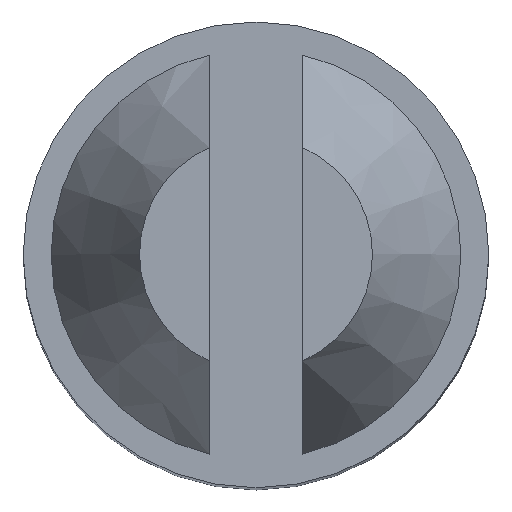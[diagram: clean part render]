
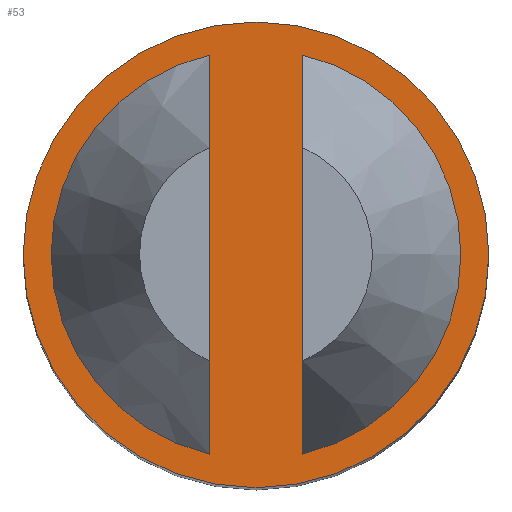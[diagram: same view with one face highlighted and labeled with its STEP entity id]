
A CAD part, top view. The second image highlights one B-rep face of the part: STEP entity #53.
In plain terms, the highlighted planar face has unit normal (0, 0, 1).
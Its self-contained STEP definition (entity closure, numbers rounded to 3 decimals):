
#53 = ADVANCED_FACE( '', ( #116, #117, #118 ), #119, .F. );
#116 = FACE_BOUND( '', #191, .T. );
#117 = FACE_BOUND( '', #192, .T. );
#118 = FACE_OUTER_BOUND( '', #193, .T. );
#119 = PLANE( '', #194 );
#191 = EDGE_LOOP( '', ( #278, #279 ) );
#192 = EDGE_LOOP( '', ( #280, #281 ) );
#193 = EDGE_LOOP( '', ( #282 ) );
#194 = AXIS2_PLACEMENT_3D( '', #283, #284, #285 );
#278 = ORIENTED_EDGE( '', *, *, #434, .T. );
#279 = ORIENTED_EDGE( '', *, *, #435, .T. );
#280 = ORIENTED_EDGE( '', *, *, #436, .T. );
#281 = ORIENTED_EDGE( '', *, *, #437, .F. );
#282 = ORIENTED_EDGE( '', *, *, #438, .F. );
#283 = CARTESIAN_POINT( '', ( -2., 0., 7. ) );
#284 = DIRECTION( '', ( 0., 0., -1. ) );
#285 = DIRECTION( '', ( -1., 0., 0. ) );
#434 = EDGE_CURVE( '', #507, #508, #509, .T. );
#435 = EDGE_CURVE( '', #508, #507, #510, .T. );
#436 = EDGE_CURVE( '', #511, #512, #513, .T. );
#437 = EDGE_CURVE( '', #511, #512, #514, .T. );
#438 = EDGE_CURVE( '', #515, #515, #516, .T. );
#507 = VERTEX_POINT( '', #623 );
#508 = VERTEX_POINT( '', #624 );
#509 = LINE( '', #625, #626 );
#510 = CIRCLE( '', #627, 2. );
#511 = VERTEX_POINT( '', #628 );
#512 = VERTEX_POINT( '', #629 );
#513 = CIRCLE( '', #630, 2. );
#514 = LINE( '', #631, #632 );
#515 = VERTEX_POINT( '', #633 );
#516 = CIRCLE( '', #634, 2.5 );
#623 = CARTESIAN_POINT( '', ( 0.5, -1.936, 7. ) );
#624 = CARTESIAN_POINT( '', ( 0.5, 1.936, 7. ) );
#625 = CARTESIAN_POINT( '', ( 0.5, -2.5, 7. ) );
#626 = VECTOR( '', #750, 1000. );
#627 = AXIS2_PLACEMENT_3D( '', #751, #752, #753 );
#628 = CARTESIAN_POINT( '', ( -0.5, -1.936, 7. ) );
#629 = CARTESIAN_POINT( '', ( -0.5, 1.936, 7. ) );
#630 = AXIS2_PLACEMENT_3D( '', #754, #755, #756 );
#631 = CARTESIAN_POINT( '', ( -0.5, -2.5, 7. ) );
#632 = VECTOR( '', #757, 1000. );
#633 = CARTESIAN_POINT( '', ( -2.5, 0., 7. ) );
#634 = AXIS2_PLACEMENT_3D( '', #758, #759, #760 );
#750 = DIRECTION( '', ( 0., 1., 0. ) );
#751 = CARTESIAN_POINT( '', ( 0., 0., 7. ) );
#752 = DIRECTION( '', ( 0., 0., -1. ) );
#753 = DIRECTION( '', ( -1., 0., 0. ) );
#754 = CARTESIAN_POINT( '', ( 0., 0., 7. ) );
#755 = DIRECTION( '', ( 0., 0., -1. ) );
#756 = DIRECTION( '', ( -1., 0., 0. ) );
#757 = DIRECTION( '', ( 0., 1., 0. ) );
#758 = CARTESIAN_POINT( '', ( 0., 0., 7. ) );
#759 = DIRECTION( '', ( 0., 0., -1. ) );
#760 = DIRECTION( '', ( -1., 0., 0. ) );
